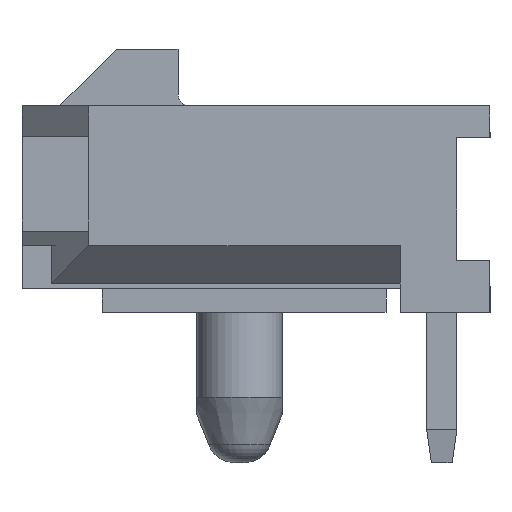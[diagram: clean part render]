
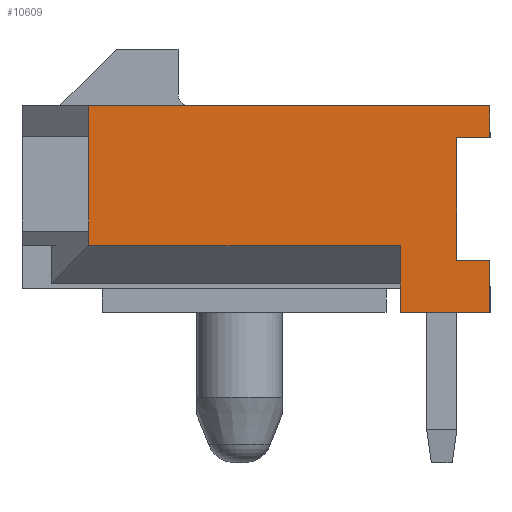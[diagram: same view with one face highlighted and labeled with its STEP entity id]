
A CAD part, left-side view. The second image highlights one B-rep face of the part: STEP entity #10609.
In plain terms, the highlighted face is planar.
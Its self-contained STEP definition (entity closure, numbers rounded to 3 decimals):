
#955=ORIENTED_EDGE('',*,*,#2780,.T.);
#956=ORIENTED_EDGE('',*,*,#2777,.T.);
#957=ORIENTED_EDGE('',*,*,#2774,.T.);
#958=ORIENTED_EDGE('',*,*,#2944,.F.);
#959=ORIENTED_EDGE('',*,*,#2947,.F.);
#960=ORIENTED_EDGE('',*,*,#2896,.F.);
#961=ORIENTED_EDGE('',*,*,#2908,.T.);
#962=ORIENTED_EDGE('',*,*,#2901,.F.);
#963=ORIENTED_EDGE('',*,*,#2845,.F.);
#964=ORIENTED_EDGE('',*,*,#2912,.T.);
#965=ORIENTED_EDGE('',*,*,#2922,.F.);
#966=ORIENTED_EDGE('',*,*,#2946,.F.);
#2774=EDGE_CURVE('',#3782,#3781,#4541,.T.);
#2777=EDGE_CURVE('',#3784,#3782,#4544,.T.);
#2780=EDGE_CURVE('',#3786,#3784,#4547,.T.);
#2845=EDGE_CURVE('',#3832,#3833,#4612,.T.);
#2896=EDGE_CURVE('',#3850,#3867,#4661,.T.);
#2901=EDGE_CURVE('',#3833,#3846,#4666,.T.);
#2908=EDGE_CURVE('',#3850,#3846,#4673,.T.);
#2912=EDGE_CURVE('',#3832,#3874,#4677,.T.);
#2922=EDGE_CURVE('',#3881,#3874,#4687,.T.);
#2944=EDGE_CURVE('',#3890,#3781,#4709,.T.);
#2946=EDGE_CURVE('',#3786,#3881,#4711,.T.);
#2947=EDGE_CURVE('',#3867,#3890,#4712,.T.);
#3781=VERTEX_POINT('',#14313);
#3782=VERTEX_POINT('',#14315);
#3784=VERTEX_POINT('',#14321);
#3786=VERTEX_POINT('',#14327);
#3832=VERTEX_POINT('',#14454);
#3833=VERTEX_POINT('',#14456);
#3846=VERTEX_POINT('',#14494);
#3850=VERTEX_POINT('',#14502);
#3867=VERTEX_POINT('',#14555);
#3874=VERTEX_POINT('',#14583);
#3881=VERTEX_POINT('',#14603);
#3890=VERTEX_POINT('',#14642);
#4541=LINE('',#14314,#5606);
#4544=LINE('',#14320,#5609);
#4547=LINE('',#14326,#5612);
#4612=LINE('',#14455,#5677);
#4661=LINE('',#14554,#5726);
#4666=LINE('',#14564,#5731);
#4673=LINE('',#14576,#5738);
#4677=LINE('',#14584,#5742);
#4687=LINE('',#14604,#5752);
#4709=LINE('',#14641,#5774);
#4711=LINE('',#14645,#5776);
#4712=LINE('',#14647,#5777);
#5606=VECTOR('',#12094,1000.);
#5609=VECTOR('',#12099,1000.);
#5612=VECTOR('',#12104,1000.);
#5677=VECTOR('',#12203,1000.);
#5726=VECTOR('',#12284,1000.);
#5731=VECTOR('',#12293,1000.);
#5738=VECTOR('',#12306,1000.);
#5742=VECTOR('',#12312,1000.);
#5752=VECTOR('',#12328,1000.);
#5774=VECTOR('',#12364,1000.);
#5776=VECTOR('',#12368,1000.);
#5777=VECTOR('',#12371,1000.);
#6402=EDGE_LOOP('',(#955,#956,#957,#958,#959,#960,#961,#962,#963,#964,#965,
#966));
#6839=FACE_BOUND('',#6402,.T.);
#7271=PLANE('',#11066);
#10609=ADVANCED_FACE('',(#6839),#7271,.F.);
#11066=AXIS2_PLACEMENT_3D('',#14646,#12369,#12370);
#12094=DIRECTION('',(0.,1.,0.));
#12099=DIRECTION('',(0.,0.,1.));
#12104=DIRECTION('',(0.,-1.,0.));
#12203=DIRECTION('',(0.,-1.,0.));
#12284=DIRECTION('',(0.,0.,1.));
#12293=DIRECTION('',(0.,0.,1.));
#12306=DIRECTION('',(0.,0.,-1.));
#12312=DIRECTION('',(0.,0.,-1.));
#12328=DIRECTION('',(0.,-1.,0.));
#12364=DIRECTION('',(0.,0.,-1.));
#12368=DIRECTION('',(0.,0.,-1.));
#12369=DIRECTION('',(-1.,0.,0.));
#12370=DIRECTION('',(0.,0.,1.));
#12371=DIRECTION('',(0.,1.,0.));
#14313=CARTESIAN_POINT('',(13.825,4.95,1.515));
#14314=CARTESIAN_POINT('',(13.825,4.25,1.515));
#14315=CARTESIAN_POINT('',(13.825,4.25,1.515));
#14320=CARTESIAN_POINT('',(13.825,4.25,-1.085));
#14321=CARTESIAN_POINT('',(13.825,4.25,-1.085));
#14326=CARTESIAN_POINT('',(13.825,4.95,-1.085));
#14327=CARTESIAN_POINT('',(13.825,4.95,-1.085));
#14454=CARTESIAN_POINT('',(13.825,3.05,-0.771));
#14455=CARTESIAN_POINT('',(13.825,3.05,-0.771));
#14456=CARTESIAN_POINT('',(13.825,-3.536,-0.771));
#14494=CARTESIAN_POINT('',(13.825,-3.536,-0.465));
#14502=CARTESIAN_POINT('',(13.825,-3.536,1.535));
#14554=CARTESIAN_POINT('',(13.825,-3.536,0.));
#14555=CARTESIAN_POINT('',(13.825,-3.536,2.185));
#14564=CARTESIAN_POINT('',(13.825,-3.536,0.));
#14576=CARTESIAN_POINT('',(13.825,-3.536,1.535));
#14583=CARTESIAN_POINT('',(13.825,3.05,-2.185));
#14584=CARTESIAN_POINT('',(13.825,3.05,-2.185));
#14603=CARTESIAN_POINT('',(13.825,4.95,-2.185));
#14604=CARTESIAN_POINT('',(13.825,4.95,-2.185));
#14641=CARTESIAN_POINT('',(13.825,4.95,2.185));
#14642=CARTESIAN_POINT('',(13.825,4.95,2.185));
#14645=CARTESIAN_POINT('',(13.825,4.95,2.185));
#14646=CARTESIAN_POINT('',(13.825,0.,0.));
#14647=CARTESIAN_POINT('',(13.825,-4.95,2.185));
